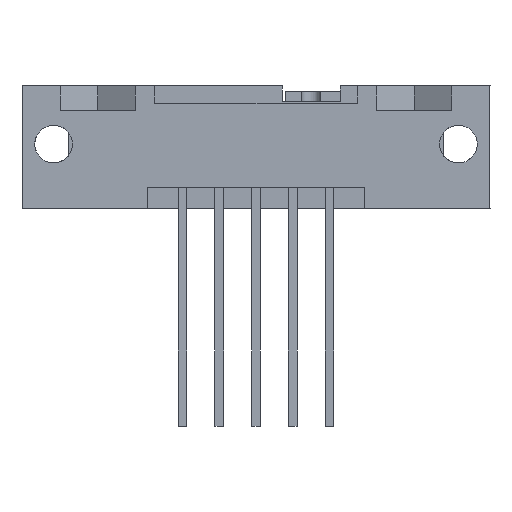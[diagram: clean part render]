
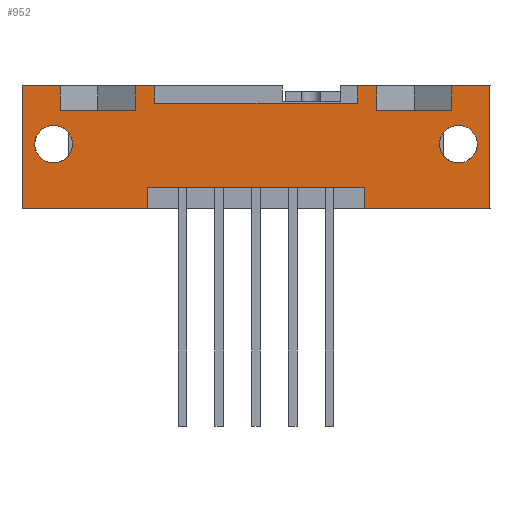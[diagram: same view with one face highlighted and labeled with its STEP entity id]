
A CAD part, front view. The second image highlights one B-rep face of the part: STEP entity #952.
In plain terms, the highlighted planar face has unit normal (0, -1, 0).
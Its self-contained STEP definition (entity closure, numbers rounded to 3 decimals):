
#734=FACE_BOUND('',#1537,.T.);
#735=FACE_BOUND('',#1538,.T.);
#736=FACE_BOUND('',#1539,.T.);
#755=CIRCLE('',#4554,1.3);
#765=CIRCLE('',#4608,1.3);
#952=ADVANCED_FACE('',(#734,#735,#736),#1141,.T.);
#1141=PLANE('',#4621);
#1537=EDGE_LOOP('',(#2489));
#1538=EDGE_LOOP('',(#2490));
#1539=EDGE_LOOP('',(#2491,#2492,#2493,#2494,#2495,#2496,#2497,#2498,#2499,
#2500,#2501,#2502,#2503,#2504,#2505,#2506,#2507,#2508,#2509,#2510));
#2489=ORIENTED_EDGE('',*,*,#3391,.T.);
#2490=ORIENTED_EDGE('',*,*,#3255,.T.);
#2491=ORIENTED_EDGE('',*,*,#3414,.T.);
#2492=ORIENTED_EDGE('',*,*,#3412,.T.);
#2493=ORIENTED_EDGE('',*,*,#3299,.T.);
#2494=ORIENTED_EDGE('',*,*,#3321,.T.);
#2495=ORIENTED_EDGE('',*,*,#3312,.T.);
#2496=ORIENTED_EDGE('',*,*,#3313,.T.);
#2497=ORIENTED_EDGE('',*,*,#3316,.T.);
#2498=ORIENTED_EDGE('',*,*,#3320,.T.);
#2499=ORIENTED_EDGE('',*,*,#3323,.T.);
#2500=ORIENTED_EDGE('',*,*,#3326,.T.);
#2501=ORIENTED_EDGE('',*,*,#3329,.T.);
#2502=ORIENTED_EDGE('',*,*,#3371,.T.);
#2503=ORIENTED_EDGE('',*,*,#3170,.T.);
#2504=ORIENTED_EDGE('',*,*,#3173,.T.);
#2505=ORIENTED_EDGE('',*,*,#3174,.T.);
#2506=ORIENTED_EDGE('',*,*,#3370,.T.);
#2507=ORIENTED_EDGE('',*,*,#3408,.F.);
#2508=ORIENTED_EDGE('',*,*,#3411,.T.);
#2509=ORIENTED_EDGE('',*,*,#3417,.T.);
#2510=ORIENTED_EDGE('',*,*,#3418,.T.);
#2749=VERTEX_POINT('',#6073);
#2750=VERTEX_POINT('',#6075);
#2751=VERTEX_POINT('',#6079);
#2752=VERTEX_POINT('',#6083);
#2810=VERTEX_POINT('',#6247);
#2839=VERTEX_POINT('',#6333);
#2840=VERTEX_POINT('',#6335);
#2849=VERTEX_POINT('',#6359);
#2850=VERTEX_POINT('',#6361);
#2851=VERTEX_POINT('',#6365);
#2852=VERTEX_POINT('',#6369);
#2855=VERTEX_POINT('',#6377);
#2857=VERTEX_POINT('',#6383);
#2859=VERTEX_POINT('',#6389);
#2860=VERTEX_POINT('',#6394);
#2884=VERTEX_POINT('',#6473);
#2898=VERTEX_POINT('',#6515);
#2906=VERTEX_POINT('',#6548);
#2909=VERTEX_POINT('',#6555);
#2910=VERTEX_POINT('',#6558);
#2911=VERTEX_POINT('',#6562);
#2913=VERTEX_POINT('',#6568);
#3170=EDGE_CURVE('',#2750,#2749,#3679,.T.);
#3173=EDGE_CURVE('',#2749,#2751,#3682,.T.);
#3174=EDGE_CURVE('',#2751,#2752,#3683,.T.);
#3255=EDGE_CURVE('',#2810,#2810,#755,.T.);
#3299=EDGE_CURVE('',#2840,#2839,#3802,.T.);
#3312=EDGE_CURVE('',#2849,#2850,#3813,.T.);
#3313=EDGE_CURVE('',#2850,#2851,#3814,.T.);
#3316=EDGE_CURVE('',#2851,#2852,#3817,.T.);
#3320=EDGE_CURVE('',#2852,#2855,#3821,.T.);
#3321=EDGE_CURVE('',#2839,#2849,#3822,.T.);
#3323=EDGE_CURVE('',#2855,#2857,#3824,.T.);
#3326=EDGE_CURVE('',#2857,#2859,#3827,.T.);
#3329=EDGE_CURVE('',#2859,#2860,#3830,.T.);
#3370=EDGE_CURVE('',#2752,#2884,#3869,.T.);
#3371=EDGE_CURVE('',#2860,#2750,#3870,.T.);
#3391=EDGE_CURVE('',#2898,#2898,#765,.T.);
#3408=EDGE_CURVE('',#2906,#2884,#3901,.T.);
#3411=EDGE_CURVE('',#2906,#2909,#3904,.T.);
#3412=EDGE_CURVE('',#2910,#2840,#3905,.T.);
#3414=EDGE_CURVE('',#2911,#2910,#3907,.T.);
#3417=EDGE_CURVE('',#2909,#2913,#3910,.T.);
#3418=EDGE_CURVE('',#2913,#2911,#3911,.T.);
#3679=LINE('',#6074,#4172);
#3682=LINE('',#6080,#4175);
#3683=LINE('',#6082,#4176);
#3802=LINE('',#6334,#4295);
#3813=LINE('',#6362,#4306);
#3814=LINE('',#6364,#4307);
#3817=LINE('',#6370,#4310);
#3821=LINE('',#6378,#4314);
#3822=LINE('',#6379,#4315);
#3824=LINE('',#6384,#4317);
#3827=LINE('',#6390,#4320);
#3830=LINE('',#6396,#4323);
#3869=LINE('',#6474,#4362);
#3870=LINE('',#6475,#4363);
#3901=LINE('',#6549,#4394);
#3904=LINE('',#6556,#4397);
#3905=LINE('',#6557,#4398);
#3907=LINE('',#6561,#4400);
#3910=LINE('',#6567,#4403);
#3911=LINE('',#6569,#4404);
#4172=VECTOR('',#5090,1.);
#4175=VECTOR('',#5095,1.);
#4176=VECTOR('',#5098,1.);
#4295=VECTOR('',#5307,1.);
#4306=VECTOR('',#5330,1.);
#4307=VECTOR('',#5333,1.);
#4310=VECTOR('',#5338,1.);
#4314=VECTOR('',#5344,1.);
#4315=VECTOR('',#5345,1.);
#4317=VECTOR('',#5349,1.);
#4320=VECTOR('',#5354,1.);
#4323=VECTOR('',#5359,1.);
#4362=VECTOR('',#5430,1.);
#4363=VECTOR('',#5431,1.);
#4394=VECTOR('',#5504,1.);
#4397=VECTOR('',#5509,1.);
#4398=VECTOR('',#5510,1.);
#4400=VECTOR('',#5514,1.);
#4403=VECTOR('',#5519,1.);
#4404=VECTOR('',#5520,1.);
#4554=AXIS2_PLACEMENT_3D('',#6246,#5234,#5235);
#4608=AXIS2_PLACEMENT_3D('',#6514,#5468,#5469);
#4621=AXIS2_PLACEMENT_3D('',#6570,#5521,#5522);
#5090=DIRECTION('',(0.,0.,-1.));
#5095=DIRECTION('',(-1.,0.,0.));
#5098=DIRECTION('',(0.,0.,1.));
#5234=DIRECTION('',(0.,1.,0.));
#5235=DIRECTION('',(1.,0.,0.));
#5307=DIRECTION('',(0.,0.,1.));
#5330=DIRECTION('',(0.,0.,-1.));
#5333=DIRECTION('',(-1.,0.,0.));
#5338=DIRECTION('',(0.,0.,1.));
#5344=DIRECTION('',(-1.,0.,0.));
#5345=DIRECTION('',(-1.,0.,0.));
#5349=DIRECTION('',(0.,0.,-1.));
#5354=DIRECTION('',(-1.,0.,0.));
#5359=DIRECTION('',(0.,0.,1.));
#5430=DIRECTION('',(-1.,0.,0.));
#5431=DIRECTION('',(-1.,0.,0.));
#5468=DIRECTION('',(0.,1.,0.));
#5469=DIRECTION('',(1.,0.,0.));
#5504=DIRECTION('',(0.,0.,1.));
#5509=DIRECTION('',(1.,0.,0.));
#5510=DIRECTION('',(1.,0.,0.));
#5514=DIRECTION('',(0.,0.,-1.));
#5519=DIRECTION('',(0.,0.,1.));
#5520=DIRECTION('',(1.,0.,0.));
#5521=DIRECTION('',(0.,-1.,0.));
#5522=DIRECTION('',(1.,0.,0.));
#6073=CARTESIAN_POINT('',(-23.743,2.59,6.8));
#6074=CARTESIAN_POINT('',(-23.743,2.59,8.5));
#6075=CARTESIAN_POINT('',(-23.743,2.59,8.5));
#6079=CARTESIAN_POINT('',(-28.943,2.59,6.8));
#6080=CARTESIAN_POINT('',(-23.743,2.59,6.8));
#6082=CARTESIAN_POINT('',(-28.943,2.59,6.8));
#6083=CARTESIAN_POINT('',(-28.943,2.59,8.5));
#6246=CARTESIAN_POINT('',(-1.453,2.59,4.47));
#6247=CARTESIAN_POINT('',(-0.153,2.59,4.47));
#6333=CARTESIAN_POINT('',(0.727,2.59,8.5));
#6334=CARTESIAN_POINT('',(0.727,2.59,0.));
#6335=CARTESIAN_POINT('',(0.727,2.59,0.));
#6359=CARTESIAN_POINT('',(-1.903,2.59,8.5));
#6361=CARTESIAN_POINT('',(-1.903,2.59,6.8));
#6362=CARTESIAN_POINT('',(-1.903,2.59,8.5));
#6364=CARTESIAN_POINT('',(-1.903,2.59,6.8));
#6365=CARTESIAN_POINT('',(-7.103,2.59,6.8));
#6369=CARTESIAN_POINT('',(-7.103,2.59,8.5));
#6370=CARTESIAN_POINT('',(-7.103,2.59,6.8));
#6377=CARTESIAN_POINT('',(-8.423,2.59,8.5));
#6378=CARTESIAN_POINT('',(-7.103,2.59,8.5));
#6379=CARTESIAN_POINT('',(0.727,2.59,8.5));
#6383=CARTESIAN_POINT('',(-8.423,2.59,7.3));
#6384=CARTESIAN_POINT('',(-8.423,2.59,8.5));
#6389=CARTESIAN_POINT('',(-22.423,2.59,7.3));
#6390=CARTESIAN_POINT('',(-8.423,2.59,7.3));
#6394=CARTESIAN_POINT('',(-22.423,2.59,8.5));
#6396=CARTESIAN_POINT('',(-22.423,2.59,7.3));
#6473=CARTESIAN_POINT('',(-31.573,2.59,8.5));
#6474=CARTESIAN_POINT('',(-28.943,2.59,8.5));
#6475=CARTESIAN_POINT('',(-22.423,2.59,8.5));
#6514=CARTESIAN_POINT('',(-29.393,2.59,4.47));
#6515=CARTESIAN_POINT('',(-28.093,2.59,4.47));
#6548=CARTESIAN_POINT('',(-31.573,2.59,0.));
#6549=CARTESIAN_POINT('',(-31.573,2.59,0.));
#6555=CARTESIAN_POINT('',(-22.923,2.59,0.));
#6556=CARTESIAN_POINT('',(-31.573,2.59,0.));
#6557=CARTESIAN_POINT('',(-7.923,2.59,0.));
#6558=CARTESIAN_POINT('',(-7.923,2.59,0.));
#6561=CARTESIAN_POINT('',(-7.923,2.59,1.48));
#6562=CARTESIAN_POINT('',(-7.923,2.59,1.48));
#6567=CARTESIAN_POINT('',(-22.923,2.59,0.));
#6568=CARTESIAN_POINT('',(-22.923,2.59,1.48));
#6569=CARTESIAN_POINT('',(-22.923,2.59,1.48));
#6570=CARTESIAN_POINT('',(-31.573,2.59,0.));
